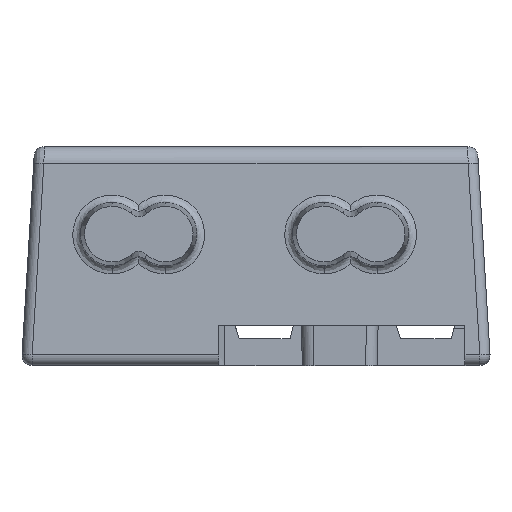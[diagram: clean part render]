
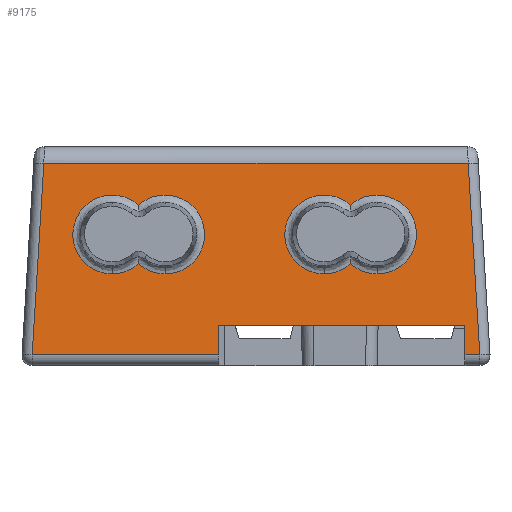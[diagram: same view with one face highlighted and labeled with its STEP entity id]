
A CAD part, left-side view. The second image highlights one B-rep face of the part: STEP entity #9175.
In plain terms, the highlighted planar face has unit normal (-0.998, 0, 0.061).
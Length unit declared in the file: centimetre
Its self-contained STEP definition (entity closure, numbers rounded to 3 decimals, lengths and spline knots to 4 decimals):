
#6754=CARTESIAN_POINT('',(-6.4784,-1.55,1.1704));
#6755=VERTEX_POINT('',#6754);
#6763=CARTESIAN_POINT('',(-6.4246,-1.2113,2.0501));
#6764=VERTEX_POINT('',#6763);
#6765=CARTESIAN_POINT('',(-6.4784,-1.55,1.1704));
#6766=CARTESIAN_POINT('',(-6.4784,-1.6996,1.1704));
#6767=CARTESIAN_POINT('',(-6.4741,-1.8478,1.241));
#6768=CARTESIAN_POINT('',(-6.467,-1.9421,1.3571));
#6769=CARTESIAN_POINT('',(-6.4563,-2.0838,1.5316));
#6770=CARTESIAN_POINT('',(-6.4397,-2.0877,1.8039));
#6771=CARTESIAN_POINT('',(-6.4288,-1.9512,1.9824));
#6772=CARTESIAN_POINT('',(-6.4179,-1.8148,2.1606));
#6773=CARTESIAN_POINT('',(-6.4137,-1.5516,2.2282));
#6774=CARTESIAN_POINT('',(-6.4193,-1.3463,2.1377));
#6775=CARTESIAN_POINT('',(-6.4206,-1.297,2.1159));
#6776=CARTESIAN_POINT('',(-6.4224,-1.2512,2.0863));
#6777=CARTESIAN_POINT('',(-6.4246,-1.2113,2.0501));
#6778=B_SPLINE_CURVE_WITH_KNOTS('',3,(#6765,#6766,#6767,#6768,#6769,#6770,#6771,#6772,#6773,#6774,#6775,#6776,#6777),.UNSPECIFIED.,.F.,.F.,(4,3,3,3,4),(-3.1416,-2.2528,-0.9178,0.4152,0.7352),.UNSPECIFIED.);
#6779=EDGE_CURVE('',#6755,#6764,#6778,.T.);
#7109=CARTESIAN_POINT('',(-6.4784,1.16,1.1704));
#7110=VERTEX_POINT('',#7109);
#7118=CARTESIAN_POINT('',(-6.4246,1.4988,2.0501));
#7119=VERTEX_POINT('',#7118);
#7120=CARTESIAN_POINT('',(-6.4784,1.16,1.1704));
#7121=CARTESIAN_POINT('',(-6.4784,1.0104,1.1704));
#7122=CARTESIAN_POINT('',(-6.4741,0.8622,1.241));
#7123=CARTESIAN_POINT('',(-6.467,0.7679,1.3571));
#7124=CARTESIAN_POINT('',(-6.4563,0.6262,1.5316));
#7125=CARTESIAN_POINT('',(-6.4397,0.6223,1.8039));
#7126=CARTESIAN_POINT('',(-6.4288,0.7588,1.9824));
#7127=CARTESIAN_POINT('',(-6.4179,0.8952,2.1606));
#7128=CARTESIAN_POINT('',(-6.4137,1.1584,2.2282));
#7129=CARTESIAN_POINT('',(-6.4193,1.3637,2.1377));
#7130=CARTESIAN_POINT('',(-6.4206,1.413,2.1159));
#7131=CARTESIAN_POINT('',(-6.4224,1.4588,2.0863));
#7132=CARTESIAN_POINT('',(-6.4246,1.4988,2.0501));
#7133=B_SPLINE_CURVE_WITH_KNOTS('',3,(#7120,#7121,#7122,#7123,#7124,#7125,#7126,#7127,#7128,#7129,#7130,#7131,#7132),.UNSPECIFIED.,.F.,.F.,(4,3,3,3,4),(-3.1416,-2.2528,-0.9178,0.4152,0.7352),.UNSPECIFIED.);
#7134=EDGE_CURVE('',#7110,#7119,#7133,.T.);
#8979=CARTESIAN_POINT('',(-6.4784,-0.8725,1.1704));
#8980=VERTEX_POINT('',#8979);
#8988=CARTESIAN_POINT('',(-6.4704,-1.2113,1.3009));
#8989=VERTEX_POINT('',#8988);
#8990=CARTESIAN_POINT('',(-6.4784,-0.8725,1.1704));
#8991=CARTESIAN_POINT('',(-6.4784,-0.9963,1.1704));
#8992=CARTESIAN_POINT('',(-6.4755,-1.1194,1.2179));
#8993=CARTESIAN_POINT('',(-6.4704,-1.2113,1.3009));
#8994=B_SPLINE_CURVE_WITH_KNOTS('',3,(#8990,#8991,#8992,#8993),.UNSPECIFIED.,.F.,.F.,(4,4),(-3.1416,-2.4064),.UNSPECIFIED.);
#8995=EDGE_CURVE('',#8980,#8989,#8994,.T.);
#9028=CARTESIAN_POINT('',(-6.55,-3.,0.));
#9029=DIRECTION('',(-0.998,-0.,0.061));
#9030=DIRECTION('',(0.,-1.,0.));
#9031=AXIS2_PLACEMENT_3D('',#9028,#9029,#9030);
#9032=PLANE('',#9031);
#9033=CARTESIAN_POINT('',(-6.4704,1.4988,1.3009));
#9034=VERTEX_POINT('',#9033);
#9035=CARTESIAN_POINT('',(-6.4704,1.4988,1.3009));
#9036=CARTESIAN_POINT('',(-6.4734,1.4443,1.2517));
#9037=CARTESIAN_POINT('',(-6.4757,1.3791,1.2146));
#9038=CARTESIAN_POINT('',(-6.477,1.3089,1.1929));
#9039=CARTESIAN_POINT('',(-6.4779,1.2608,1.178));
#9040=CARTESIAN_POINT('',(-6.4784,1.2104,1.1704));
#9041=CARTESIAN_POINT('',(-6.4784,1.16,1.1704));
#9042=B_SPLINE_CURVE_WITH_KNOTS('',3,(#9035,#9036,#9037,#9038,#9039,#9040,#9041),.UNSPECIFIED.,.F.,.F.,(4,3,4),(2.4064,2.8422,3.1416),.UNSPECIFIED.);
#9043=EDGE_CURVE('',#9034,#7110,#9042,.T.);
#9044=ORIENTED_EDGE('',*,*,#9043,.F.);
#9045=CARTESIAN_POINT('',(-6.4784,1.8375,1.1704));
#9046=VERTEX_POINT('',#9045);
#9047=CARTESIAN_POINT('',(-6.4784,1.8375,1.1704));
#9048=CARTESIAN_POINT('',(-6.4784,1.7137,1.1704));
#9049=CARTESIAN_POINT('',(-6.4755,1.5906,1.2179));
#9050=CARTESIAN_POINT('',(-6.4704,1.4988,1.3009));
#9051=B_SPLINE_CURVE_WITH_KNOTS('',3,(#9047,#9048,#9049,#9050),.UNSPECIFIED.,.F.,.F.,(4,4),(-3.1416,-2.4064),.UNSPECIFIED.);
#9052=EDGE_CURVE('',#9046,#9034,#9051,.T.);
#9053=ORIENTED_EDGE('',*,*,#9052,.F.);
#9054=CARTESIAN_POINT('',(-6.4246,1.4988,2.0501));
#9055=CARTESIAN_POINT('',(-6.4167,1.6424,2.18));
#9056=CARTESIAN_POINT('',(-6.4145,1.864,2.2158));
#9057=CARTESIAN_POINT('',(-6.4193,2.0412,2.1377));
#9058=CARTESIAN_POINT('',(-6.4242,2.2233,2.0574));
#9059=CARTESIAN_POINT('',(-6.4362,2.3476,1.8612));
#9060=CARTESIAN_POINT('',(-6.4483,2.3424,1.6623));
#9061=CARTESIAN_POINT('',(-6.4562,2.339,1.5334));
#9062=CARTESIAN_POINT('',(-6.464,2.284,1.4065));
#9063=CARTESIAN_POINT('',(-6.4695,2.1921,1.3159));
#9064=CARTESIAN_POINT('',(-6.473,2.1347,1.2593));
#9065=CARTESIAN_POINT('',(-6.4756,2.0635,1.2167));
#9066=CARTESIAN_POINT('',(-6.477,1.9864,1.1929));
#9067=CARTESIAN_POINT('',(-6.4779,1.9383,1.178));
#9068=CARTESIAN_POINT('',(-6.4784,1.8879,1.1704));
#9069=CARTESIAN_POINT('',(-6.4784,1.8375,1.1704));
#9070=B_SPLINE_CURVE_WITH_KNOTS('',3,(#9054,#9055,#9056,#9057,#9058,#9059,#9060,#9061,#9062,#9063,#9064,#9065,#9066,#9067,#9068,#9069),.UNSPECIFIED.,.F.,.F.,(4,3,3,3,3,4),(-0.7352,0.4152,1.5969,2.3632,2.8422,3.1416),.UNSPECIFIED.);
#9071=EDGE_CURVE('',#7119,#9046,#9070,.T.);
#9072=ORIENTED_EDGE('',*,*,#9071,.F.);
#9073=ORIENTED_EDGE('',*,*,#7134,.F.);
#9074=EDGE_LOOP('',(#9044,#9053,#9072,#9073));
#9075=FACE_BOUND('',#9074,.T.);
#9076=CARTESIAN_POINT('',(-6.5187,-2.6716,0.5124));
#9077=VERTEX_POINT('',#9076);
#9078=CARTESIAN_POINT('',(-6.5416,-2.6716,0.1379));
#9079=VERTEX_POINT('',#9078);
#9080=CARTESIAN_POINT('',(747.098,-2.6716,12322.0363));
#9081=DIRECTION('',(-0.061,0.,-0.998));
#9082=VECTOR('',#9081,24690.);
#9083=LINE('',#9080,#9082);
#9084=EDGE_CURVE('',#9077,#9079,#9083,.T.);
#9085=ORIENTED_EDGE('',*,*,#9084,.T.);
#9086=CARTESIAN_POINT('',(-6.5416,-2.8618,0.1379));
#9087=VERTEX_POINT('',#9086);
#9088=CARTESIAN_POINT('',(-6.5416,-3.1716,0.1379));
#9089=DIRECTION('',(-0.,1.,0.));
#9090=VECTOR('',#9089,6.3432);
#9091=LINE('',#9088,#9090);
#9092=EDGE_CURVE('',#9087,#9079,#9091,.T.);
#9093=ORIENTED_EDGE('',*,*,#9092,.F.);
#9094=CARTESIAN_POINT('',(-6.392,-2.7122,2.584));
#9095=VERTEX_POINT('',#9094);
#9096=CARTESIAN_POINT('',(-6.3537,-2.6739,3.21));
#9097=DIRECTION('',(-0.061,-0.061,-0.996));
#9098=VECTOR('',#9097,3.3575);
#9099=LINE('',#9096,#9098);
#9100=EDGE_CURVE('',#9095,#9087,#9099,.T.);
#9101=ORIENTED_EDGE('',*,*,#9100,.F.);
#9102=CARTESIAN_POINT('',(-6.392,2.7122,2.584));
#9103=VERTEX_POINT('',#9102);
#9104=CARTESIAN_POINT('',(-6.392,3.412,2.584));
#9105=DIRECTION('',(0.,-1.,0.));
#9106=VECTOR('',#9105,6.824);
#9107=LINE('',#9104,#9106);
#9108=EDGE_CURVE('',#9103,#9095,#9107,.T.);
#9109=ORIENTED_EDGE('',*,*,#9108,.F.);
#9110=CARTESIAN_POINT('',(-6.5416,2.8618,0.1379));
#9111=VERTEX_POINT('',#9110);
#9112=CARTESIAN_POINT('',(-6.5583,2.8785,-0.1351));
#9113=DIRECTION('',(0.061,-0.061,0.996));
#9114=VECTOR('',#9113,3.3575);
#9115=LINE('',#9112,#9114);
#9116=EDGE_CURVE('',#9111,#9103,#9115,.T.);
#9117=ORIENTED_EDGE('',*,*,#9116,.F.);
#9118=CARTESIAN_POINT('',(-6.5416,0.4784,0.1379));
#9119=VERTEX_POINT('',#9118);
#9120=CARTESIAN_POINT('',(-6.5416,-3.1716,0.1379));
#9121=DIRECTION('',(-0.,1.,0.));
#9122=VECTOR('',#9121,6.3432);
#9123=LINE('',#9120,#9122);
#9124=EDGE_CURVE('',#9119,#9111,#9123,.T.);
#9125=ORIENTED_EDGE('',*,*,#9124,.F.);
#9126=CARTESIAN_POINT('',(-6.5187,0.4784,0.5124));
#9127=VERTEX_POINT('',#9126);
#9128=CARTESIAN_POINT('',(-760.1904,0.4784,-12321.9118));
#9129=DIRECTION('',(0.061,0.,0.998));
#9130=VECTOR('',#9129,24690.);
#9131=LINE('',#9128,#9130);
#9132=EDGE_CURVE('',#9119,#9127,#9131,.T.);
#9133=ORIENTED_EDGE('',*,*,#9132,.T.);
#9134=CARTESIAN_POINT('',(-6.5187,12343.7392,0.5124));
#9135=DIRECTION('',(0.,-1.,0.));
#9136=VECTOR('',#9135,24690.);
#9137=LINE('',#9134,#9136);
#9138=EDGE_CURVE('',#9127,#9077,#9137,.T.);
#9139=ORIENTED_EDGE('',*,*,#9138,.T.);
#9140=EDGE_LOOP('',(#9085,#9093,#9101,#9109,#9117,#9125,#9133,#9139));
#9141=FACE_BOUND('',#9140,.T.);
#9142=CARTESIAN_POINT('',(-6.4246,-1.2113,2.0501));
#9143=CARTESIAN_POINT('',(-6.4167,-1.0676,2.18));
#9144=CARTESIAN_POINT('',(-6.4145,-0.846,2.2158));
#9145=CARTESIAN_POINT('',(-6.4193,-0.6688,2.1377));
#9146=CARTESIAN_POINT('',(-6.4242,-0.4867,2.0574));
#9147=CARTESIAN_POINT('',(-6.4362,-0.3624,1.8612));
#9148=CARTESIAN_POINT('',(-6.4483,-0.3676,1.6623));
#9149=CARTESIAN_POINT('',(-6.4562,-0.371,1.5334));
#9150=CARTESIAN_POINT('',(-6.464,-0.426,1.4065));
#9151=CARTESIAN_POINT('',(-6.4695,-0.5179,1.3159));
#9152=CARTESIAN_POINT('',(-6.473,-0.5753,1.2593));
#9153=CARTESIAN_POINT('',(-6.4756,-0.6465,1.2167));
#9154=CARTESIAN_POINT('',(-6.477,-0.7236,1.1929));
#9155=CARTESIAN_POINT('',(-6.4779,-0.7717,1.178));
#9156=CARTESIAN_POINT('',(-6.4784,-0.8221,1.1704));
#9157=CARTESIAN_POINT('',(-6.4784,-0.8725,1.1704));
#9158=B_SPLINE_CURVE_WITH_KNOTS('',3,(#9142,#9143,#9144,#9145,#9146,#9147,#9148,#9149,#9150,#9151,#9152,#9153,#9154,#9155,#9156,#9157),.UNSPECIFIED.,.F.,.F.,(4,3,3,3,3,4),(-0.7352,0.4152,1.5969,2.3632,2.8422,3.1416),.UNSPECIFIED.);
#9159=EDGE_CURVE('',#6764,#8980,#9158,.T.);
#9160=ORIENTED_EDGE('',*,*,#9159,.F.);
#9161=ORIENTED_EDGE('',*,*,#6779,.F.);
#9162=CARTESIAN_POINT('',(-6.4704,-1.2113,1.3009));
#9163=CARTESIAN_POINT('',(-6.4734,-1.2657,1.2517));
#9164=CARTESIAN_POINT('',(-6.4757,-1.3309,1.2146));
#9165=CARTESIAN_POINT('',(-6.477,-1.4011,1.1929));
#9166=CARTESIAN_POINT('',(-6.4779,-1.4492,1.178));
#9167=CARTESIAN_POINT('',(-6.4784,-1.4996,1.1704));
#9168=CARTESIAN_POINT('',(-6.4784,-1.55,1.1704));
#9169=B_SPLINE_CURVE_WITH_KNOTS('',3,(#9162,#9163,#9164,#9165,#9166,#9167,#9168),.UNSPECIFIED.,.F.,.F.,(4,3,4),(2.4064,2.8422,3.1416),.UNSPECIFIED.);
#9170=EDGE_CURVE('',#8989,#6755,#9169,.T.);
#9171=ORIENTED_EDGE('',*,*,#9170,.F.);
#9172=ORIENTED_EDGE('',*,*,#8995,.F.);
#9173=EDGE_LOOP('',(#9160,#9161,#9171,#9172));
#9174=FACE_BOUND('',#9173,.T.);
#9175=ADVANCED_FACE('',(#9075,#9141,#9174),#9032,.T.);
